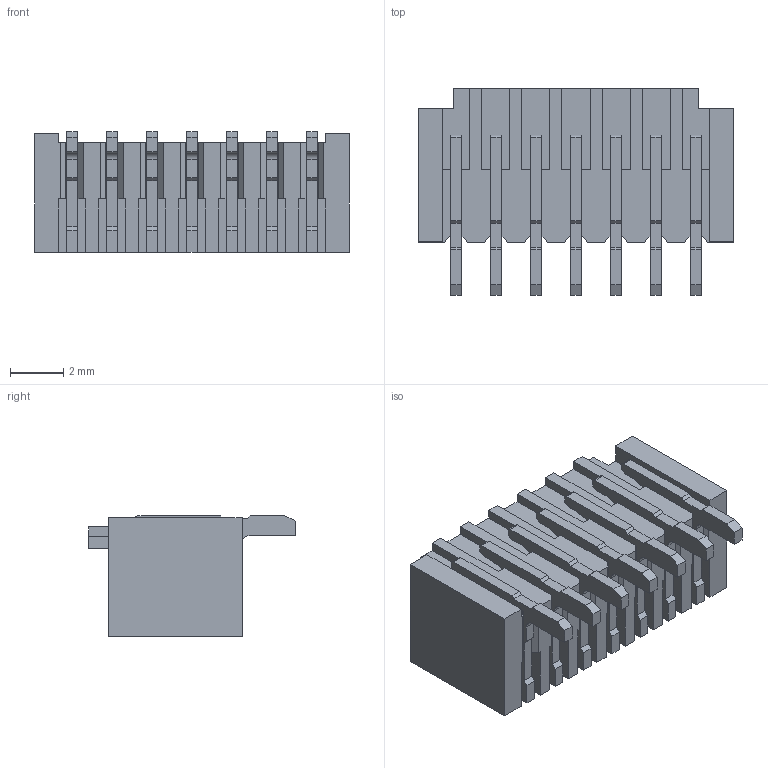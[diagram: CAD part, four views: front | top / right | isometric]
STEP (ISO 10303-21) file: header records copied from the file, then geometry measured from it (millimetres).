
FILE_DESCRIPTION((''),'2;1');
FILE_NAME('874380743','2014-03-25T',('me'),(''),'PRO/ENGINEER BY PARAMETRIC TECHNOLOGY CORPORATION, 2011490','PRO/ENGINEER BY PARAMETRIC TECHNOLOGY CORPORATION, 2011490','');
FILE_SCHEMA(('CONFIG_CONTROL_DESIGN'));
Length unit declared in the file: millimetre
Products named in the file (1): 874380743
Bounding box: 11.8 x 7.75 x 4.52 mm (x, y, z)
Volume: 139.8 mm3; surface area: 540.4 mm2
Topology: 1 solids, 1 shells, 364 faces, 1136 edges, 774 vertices
Faces by surface type: plane 350, cylinder 14
Entity records: 12369 total; most frequent: CARTESIAN_POINT 2219, ORIENTED_EDGE 2160, DIRECTION 1894, VECTOR 1108, LINE 1108, EDGE_CURVE 1080, VERTEX_POINT 718, AXIS2_PLACEMENT_3D 393
